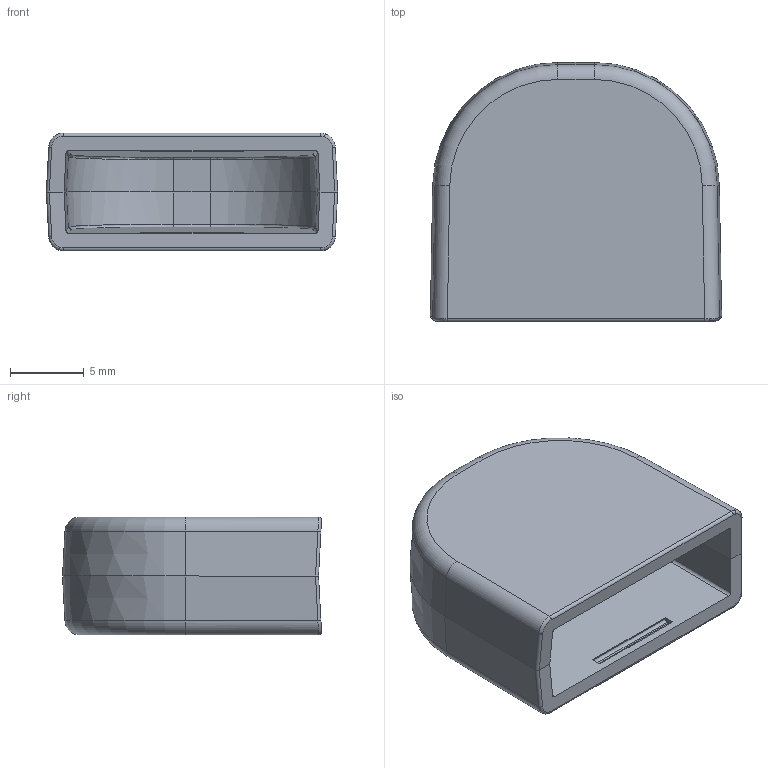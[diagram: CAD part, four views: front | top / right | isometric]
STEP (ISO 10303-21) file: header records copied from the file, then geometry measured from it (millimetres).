
FILE_DESCRIPTION(('FreeCAD Model'),'2;1');
FILE_NAME('case_top_cap.step', '2019-04-25T14:54:57',('Author'),(''), 'Open CASCADE STEP processor 6.8','FreeCAD','Unknown');
FILE_SCHEMA(('AUTOMOTIVE_DESIGN_CC2 { 1 2 10303 214 -1 1 5 4 }'));
Length unit declared in the file: millimetre
Products named in the file (1): Kappe_Nitrokey_Storage_modi
Bounding box: 19.79 x 17.6 x 8 mm (x, y, z)
Volume: 1111.7 mm3; surface area: 1723.7 mm2
Topology: 1 solids, 1 shells, 72 faces, 166 edges, 98 vertices
Faces by surface type: plane 28, cylinder 22, bspline 10, cone 8, torus 4
Entity records: 8535 total; most frequent: CARTESIAN_POINT 5575, DIRECTION 442, ORIENTED_EDGE 332, PCURVE 332, DEFINITIONAL_REPRESENTATION 332, LINE 222, VECTOR 222, B_SPLINE_CURVE_WITH_KNOTS 182
